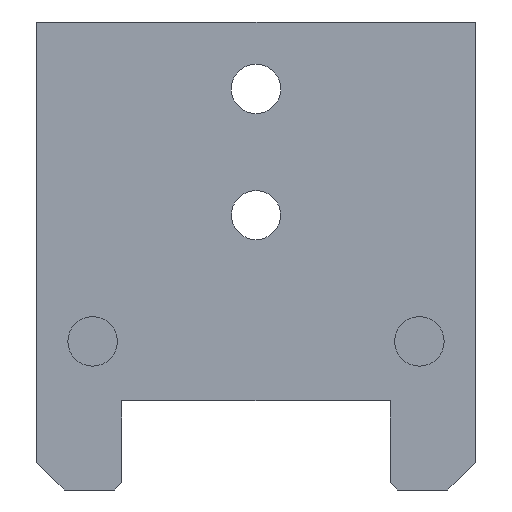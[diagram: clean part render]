
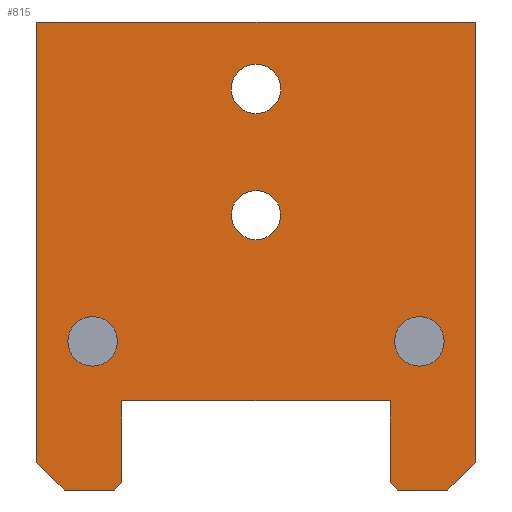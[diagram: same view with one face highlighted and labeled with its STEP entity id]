
A CAD part, front view. The second image highlights one B-rep face of the part: STEP entity #815.
In plain terms, the highlighted planar face has unit normal (0, -1, 0).
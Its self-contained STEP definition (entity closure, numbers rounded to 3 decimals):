
#19=FACE_BOUND('',#135,.T.);
#20=FACE_BOUND('',#136,.T.);
#21=FACE_BOUND('',#137,.T.);
#22=FACE_BOUND('',#138,.T.);
#42=PLANE('',#882);
#87=FACE_OUTER_BOUND('',#134,.T.);
#134=EDGE_LOOP('',(#736,#737,#738,#739,#740,#741,#742,#743,#744,#745,#746,
#747));
#135=EDGE_LOOP('',(#748));
#136=EDGE_LOOP('',(#749));
#137=EDGE_LOOP('',(#750));
#138=EDGE_LOOP('',(#751));
#143=CIRCLE('',#850,1.666);
#145=CIRCLE('',#853,1.65);
#147=CIRCLE('',#859,1.666);
#149=CIRCLE('',#863,1.666);
#212=LINE('',#2471,#279);
#223=LINE('',#2493,#290);
#227=LINE('',#2500,#294);
#239=LINE('',#2525,#306);
#241=LINE('',#2529,#308);
#244=LINE('',#2534,#311);
#245=LINE('',#2537,#312);
#247=LINE('',#2540,#314);
#250=LINE('',#2546,#317);
#252=LINE('',#2550,#319);
#254=LINE('',#2553,#321);
#255=LINE('',#2555,#322);
#279=VECTOR('',#982,10.);
#290=VECTOR('',#999,10.);
#294=VECTOR('',#1005,10.);
#306=VECTOR('',#1021,10.);
#308=VECTOR('',#1025,10.);
#311=VECTOR('',#1030,10.);
#312=VECTOR('',#1033,10.);
#314=VECTOR('',#1037,10.);
#317=VECTOR('',#1044,10.);
#319=VECTOR('',#1048,10.);
#321=VECTOR('',#1052,10.);
#322=VECTOR('',#1055,10.);
#361=VERTEX_POINT('',#1573);
#363=VERTEX_POINT('',#1579);
#369=VERTEX_POINT('',#2455);
#371=VERTEX_POINT('',#2462);
#373=VERTEX_POINT('',#2469);
#374=VERTEX_POINT('',#2470);
#381=VERTEX_POINT('',#2490);
#382=VERTEX_POINT('',#2492);
#384=VERTEX_POINT('',#2498);
#394=VERTEX_POINT('',#2522);
#395=VERTEX_POINT('',#2524);
#396=VERTEX_POINT('',#2528);
#397=VERTEX_POINT('',#2532);
#398=VERTEX_POINT('',#2536);
#399=VERTEX_POINT('',#2545);
#400=VERTEX_POINT('',#2549);
#450=EDGE_CURVE('',#361,#361,#143,.F.);
#453=EDGE_CURVE('',#363,#363,#145,.T.);
#468=EDGE_CURVE('',#369,#369,#147,.F.);
#471=EDGE_CURVE('',#371,#371,#149,.F.);
#474=EDGE_CURVE('',#373,#374,#212,.T.);
#485=EDGE_CURVE('',#381,#382,#223,.T.);
#489=EDGE_CURVE('',#384,#381,#227,.T.);
#501=EDGE_CURVE('',#394,#395,#239,.T.);
#503=EDGE_CURVE('',#395,#396,#241,.T.);
#506=EDGE_CURVE('',#394,#397,#244,.T.);
#507=EDGE_CURVE('',#398,#397,#245,.T.);
#509=EDGE_CURVE('',#398,#373,#247,.T.);
#512=EDGE_CURVE('',#374,#399,#250,.T.);
#514=EDGE_CURVE('',#400,#399,#252,.T.);
#516=EDGE_CURVE('',#400,#382,#254,.T.);
#517=EDGE_CURVE('',#396,#384,#255,.T.);
#736=ORIENTED_EDGE('',*,*,#485,.F.);
#737=ORIENTED_EDGE('',*,*,#489,.F.);
#738=ORIENTED_EDGE('',*,*,#517,.F.);
#739=ORIENTED_EDGE('',*,*,#503,.F.);
#740=ORIENTED_EDGE('',*,*,#501,.F.);
#741=ORIENTED_EDGE('',*,*,#506,.T.);
#742=ORIENTED_EDGE('',*,*,#507,.F.);
#743=ORIENTED_EDGE('',*,*,#509,.T.);
#744=ORIENTED_EDGE('',*,*,#474,.T.);
#745=ORIENTED_EDGE('',*,*,#512,.T.);
#746=ORIENTED_EDGE('',*,*,#514,.F.);
#747=ORIENTED_EDGE('',*,*,#516,.T.);
#748=ORIENTED_EDGE('',*,*,#450,.T.);
#749=ORIENTED_EDGE('',*,*,#453,.T.);
#750=ORIENTED_EDGE('',*,*,#468,.T.);
#751=ORIENTED_EDGE('',*,*,#471,.T.);
#815=ADVANCED_FACE('',(#87,#19,#20,#21,#22),#42,.F.);
#850=AXIS2_PLACEMENT_3D('',#1574,#940,#941);
#853=AXIS2_PLACEMENT_3D('',#1580,#947,#948);
#859=AXIS2_PLACEMENT_3D('',#2456,#964,#965);
#863=AXIS2_PLACEMENT_3D('',#2463,#973,#974);
#882=AXIS2_PLACEMENT_3D('',#2556,#1056,#1057);
#940=DIRECTION('center_axis',(0.,-1.,0.));
#941=DIRECTION('ref_axis',(1.,0.,0.));
#947=DIRECTION('center_axis',(0.,1.,0.));
#948=DIRECTION('ref_axis',(1.,0.,0.));
#964=DIRECTION('center_axis',(0.,-1.,0.));
#965=DIRECTION('ref_axis',(1.,0.,0.));
#973=DIRECTION('center_axis',(0.,-1.,0.));
#974=DIRECTION('ref_axis',(1.,0.,0.));
#982=DIRECTION('',(-1.,0.,0.));
#999=DIRECTION('',(-0.707,0.,-0.707));
#1005=DIRECTION('',(0.,0.,-1.));
#1021=DIRECTION('',(-0.707,0.,0.707));
#1025=DIRECTION('',(0.,0.,1.));
#1030=DIRECTION('',(1.,0.,0.));
#1033=DIRECTION('',(-0.707,0.,-0.707));
#1037=DIRECTION('',(0.,0.,1.));
#1044=DIRECTION('',(0.,0.,-1.));
#1048=DIRECTION('',(-0.707,0.,0.707));
#1052=DIRECTION('',(1.,0.,0.));
#1055=DIRECTION('',(-1.,0.,0.));
#1056=DIRECTION('center_axis',(0.,1.,0.));
#1057=DIRECTION('ref_axis',(-1.,0.,0.));
#1573=CARTESIAN_POINT('',(-1.666,0.,-101.5));
#1574=CARTESIAN_POINT('Origin',(0.,0.,-101.5));
#1579=CARTESIAN_POINT('',(-1.65,0.,-110.));
#1580=CARTESIAN_POINT('Origin',(0.,0.,-110.));
#2455=CARTESIAN_POINT('',(-12.666,0.,-118.5));
#2456=CARTESIAN_POINT('Origin',(-11.,0.,-118.5));
#2462=CARTESIAN_POINT('',(9.334,0.,-118.5));
#2463=CARTESIAN_POINT('Origin',(11.,0.,-118.5));
#2469=CARTESIAN_POINT('',(14.75,0.,-97.));
#2470=CARTESIAN_POINT('',(-14.75,0.,-97.));
#2471=CARTESIAN_POINT('',(14.75,0.,-97.));
#2490=CARTESIAN_POINT('',(-9.025,0.,-128.));
#2492=CARTESIAN_POINT('',(-9.525,0.,-128.5));
#2493=CARTESIAN_POINT('',(-5.581,0.,-124.556));
#2498=CARTESIAN_POINT('',(-9.025,0.,-122.5));
#2500=CARTESIAN_POINT('',(-9.025,0.,-122.5));
#2522=CARTESIAN_POINT('',(9.525,0.,-128.5));
#2524=CARTESIAN_POINT('',(9.025,0.,-128.));
#2525=CARTESIAN_POINT('',(5.581,0.,-124.556));
#2528=CARTESIAN_POINT('',(9.025,0.,-122.5));
#2529=CARTESIAN_POINT('',(9.025,0.,-134.5));
#2532=CARTESIAN_POINT('',(12.921,0.,-128.5));
#2534=CARTESIAN_POINT('',(-14.75,0.,-128.5));
#2536=CARTESIAN_POINT('',(14.75,0.,-126.671));
#2537=CARTESIAN_POINT('',(141.421,0.,0.));
#2540=CARTESIAN_POINT('',(14.75,0.,-117.));
#2545=CARTESIAN_POINT('',(-14.75,0.,-126.671));
#2546=CARTESIAN_POINT('',(-14.75,0.,-117.));
#2549=CARTESIAN_POINT('',(-12.921,0.,-128.5));
#2550=CARTESIAN_POINT('',(0.,0.,-141.421));
#2553=CARTESIAN_POINT('',(-14.75,0.,-128.5));
#2555=CARTESIAN_POINT('',(9.025,0.,-122.5));
#2556=CARTESIAN_POINT('Origin',(0.,0.,-122.75));
